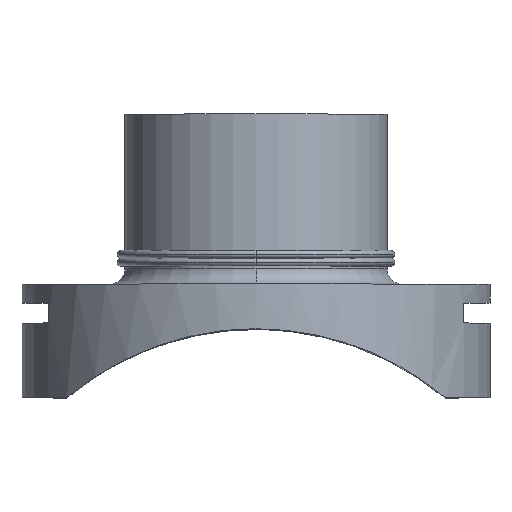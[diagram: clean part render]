
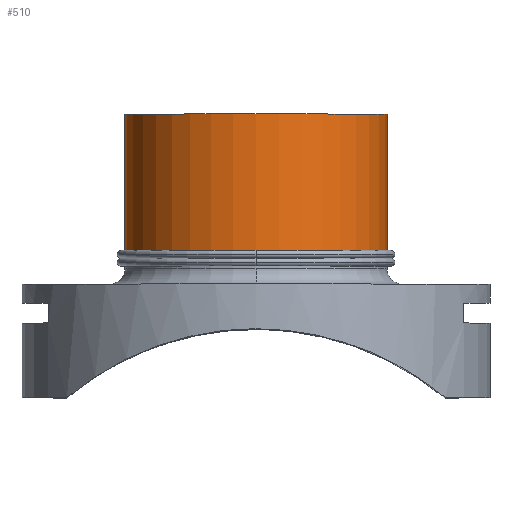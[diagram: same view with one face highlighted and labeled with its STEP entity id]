
A CAD part, top view. The second image highlights one B-rep face of the part: STEP entity #510.
In plain terms, the highlighted cylindrical face has radius 140 mm (diameter 280 mm), a partial arc.
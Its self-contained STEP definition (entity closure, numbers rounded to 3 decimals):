
#358 = VERTEX_POINT( '', #849 );
#370 = EDGE_CURVE( '', #524, #446, #863, .T. );
#420 = VERTEX_POINT( '', #919 );
#446 = VERTEX_POINT( '', #947 );
#500 = EDGE_CURVE( '', #358, #654, #1014, .T. );
#510 = ADVANCED_FACE( '', ( #1025 ), #1026, .T. );
#524 = VERTEX_POINT( '', #1041 );
#566 = EDGE_CURVE( '', #446, #358, #1090, .T. );
#588 = EDGE_CURVE( '', #420, #524, #1112, .T. );
#646 = EDGE_CURVE( '', #654, #420, #1178, .T. );
#654 = VERTEX_POINT( '', #1186 );
#849 = CARTESIAN_POINT( '', ( -140., 303., 0. ) );
#863 = LINE( '', #1456, #1457 );
#919 = CARTESIAN_POINT( '', ( 0., 153.2, 140. ) );
#947 = CARTESIAN_POINT( '', ( 140., 303., 0. ) );
#1014 = LINE( '', #1713, #1714 );
#1025 = FACE_OUTER_BOUND( '', #1728, .T. );
#1026 = CYLINDRICAL_SURFACE( '', #1729, 140. );
#1041 = CARTESIAN_POINT( '', ( 140., 153.2, 0. ) );
#1090 = CIRCLE( '', #1830, 140. );
#1112 = CIRCLE( '', #1860, 140. );
#1178 = CIRCLE( '', #2009, 140. );
#1186 = CARTESIAN_POINT( '', ( -140., 153.2, 0. ) );
#1456 = CARTESIAN_POINT( '', ( 140., 220.567, 0. ) );
#1457 = VECTOR( '', #2337, 1. );
#1713 = CARTESIAN_POINT( '', ( -140., 220.567, 0. ) );
#1714 = VECTOR( '', #2549, 1. );
#1728 = EDGE_LOOP( '', ( #2563, #2564, #2565, #2566, #2567 ) );
#1729 = AXIS2_PLACEMENT_3D( '', #2568, #2569, #2570 );
#1830 = AXIS2_PLACEMENT_3D( '', #2638, #2639, #2640 );
#1860 = AXIS2_PLACEMENT_3D( '', #2652, #2653, #2654 );
#2009 = AXIS2_PLACEMENT_3D( '', #2747, #2748, #2749 );
#2337 = DIRECTION( '', ( 0., 1., 0. ) );
#2549 = DIRECTION( '', ( 0., -1., 0. ) );
#2563 = ORIENTED_EDGE( '', *, *, #500, .T. );
#2564 = ORIENTED_EDGE( '', *, *, #646, .T. );
#2565 = ORIENTED_EDGE( '', *, *, #588, .T. );
#2566 = ORIENTED_EDGE( '', *, *, #370, .T. );
#2567 = ORIENTED_EDGE( '', *, *, #566, .T. );
#2568 = CARTESIAN_POINT( '', ( 0., 220.567, 0. ) );
#2569 = DIRECTION( '', ( 0., 1., 0. ) );
#2570 = DIRECTION( '', ( -1., 0., 0. ) );
#2638 = CARTESIAN_POINT( '', ( 0., 303., 0. ) );
#2639 = DIRECTION( '', ( 0., -1., 0. ) );
#2640 = DIRECTION( '', ( -1., 0., 0. ) );
#2652 = CARTESIAN_POINT( '', ( 0., 153.2, 0. ) );
#2653 = DIRECTION( '', ( 0., 1., 0. ) );
#2654 = DIRECTION( '', ( -1., 0., 0. ) );
#2747 = CARTESIAN_POINT( '', ( 0., 153.2, 0. ) );
#2748 = DIRECTION( '', ( 0., 1., 0. ) );
#2749 = DIRECTION( '', ( -1., 0., 0. ) );
